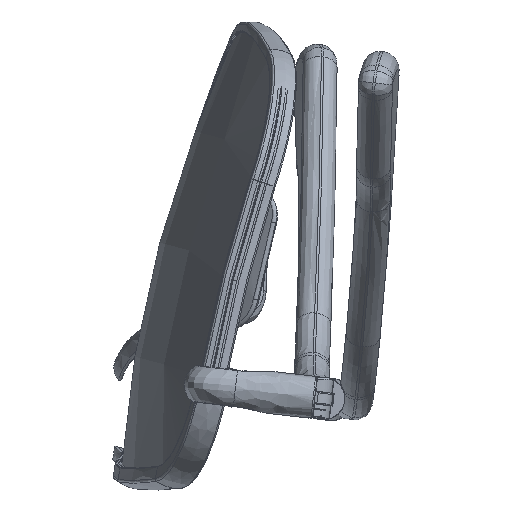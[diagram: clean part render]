
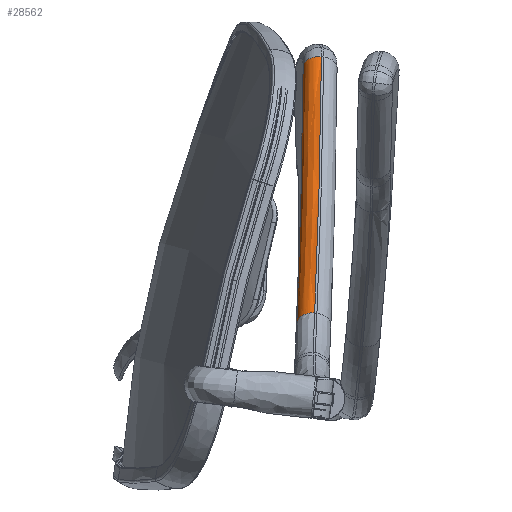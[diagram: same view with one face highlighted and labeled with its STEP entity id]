
A CAD part, left-side view. The second image highlights one B-rep face of the part: STEP entity #28562.
In plain terms, the highlighted free-form (B-spline) face has degree [3, 2] with [4, 3] control points.
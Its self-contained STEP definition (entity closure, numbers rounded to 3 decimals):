
#27017 = VERTEX_POINT('',#27018);
#27018 = CARTESIAN_POINT('',(35.728,7.335,
    -4.569));
#27054 = EDGE_CURVE('',#27017,#27055,#27057,.T.);
#27055 = VERTEX_POINT('',#27056);
#27056 = CARTESIAN_POINT('',(60.942,6.69,
    19.749));
#27057 = B_SPLINE_CURVE_WITH_KNOTS('',3,(#27058,#27059,#27060,#27061,
    #27062,#27063,#27064,#27065),.UNSPECIFIED.,.F.,.F.,(4,2,2,4),(
    0.,0.016,0.024,
    0.032),.UNSPECIFIED.);
#27058 = CARTESIAN_POINT('',(35.728,7.335,
    -4.569));
#27059 = CARTESIAN_POINT('',(40.2,7.161,
    -0.813));
#27060 = CARTESIAN_POINT('',(44.545,7.028,
    3.1));
#27061 = CARTESIAN_POINT('',(50.853,6.872,
    9.185));
#27062 = CARTESIAN_POINT('',(52.92,6.827,
    11.248));
#27063 = CARTESIAN_POINT('',(56.985,6.75,
    15.447));
#27064 = CARTESIAN_POINT('',(58.982,6.717,
    17.582));
#27065 = CARTESIAN_POINT('',(60.942,6.69,
    19.749));
#28150 = VERTEX_POINT('',#28151);
#28151 = CARTESIAN_POINT('',(61.879,8.429,
    18.92));
#28158 = EDGE_CURVE('',#28150,#28159,#28161,.T.);
#28159 = VERTEX_POINT('',#28160);
#28160 = CARTESIAN_POINT('',(36.609,9.029,
    -5.544));
#28161 = B_SPLINE_CURVE_WITH_KNOTS('',3,(#28162,#28163,#28164,#28165,
    #28166,#28167),.UNSPECIFIED.,.F.,.F.,(4,2,4),(0.,0.016,
    0.033),.UNSPECIFIED.);
#28162 = CARTESIAN_POINT('',(61.879,8.429,
    18.92));
#28163 = CARTESIAN_POINT('',(57.952,8.476,
    14.56));
#28164 = CARTESIAN_POINT('',(53.877,8.543,
    10.334));
#28165 = CARTESIAN_POINT('',(45.448,8.736,
    2.173));
#28166 = CARTESIAN_POINT('',(41.095,8.862,
    -1.763));
#28167 = CARTESIAN_POINT('',(36.609,9.029,
    -5.544));
#28530 = EDGE_CURVE('',#28150,#27055,#28531,.T.);
#28531 = B_SPLINE_CURVE_WITH_KNOTS('',3,(#28532,#28533,#28534,#28535,
    #28536,#28537,#28538,#28539,#28540,#28541),.UNSPECIFIED.,.F.,.F.,(4,
    2,2,2,4),(0.,0.25,0.5,0.75,1.),.UNSPECIFIED.);
#28532 = CARTESIAN_POINT('',(61.879,8.429,
    18.92));
#28533 = CARTESIAN_POINT('',(61.734,8.397,
    19.051));
#28534 = CARTESIAN_POINT('',(61.593,8.326,
    19.178));
#28535 = CARTESIAN_POINT('',(61.342,8.117,
    19.402));
#28536 = CARTESIAN_POINT('',(61.232,7.979,
    19.501));
#28537 = CARTESIAN_POINT('',(61.058,7.657,
    19.654));
#28538 = CARTESIAN_POINT('',(60.995,7.473,
    19.709));
#28539 = CARTESIAN_POINT('',(60.925,7.087,
    19.768));
#28540 = CARTESIAN_POINT('',(60.919,6.886,
    19.772));
#28541 = CARTESIAN_POINT('',(60.942,6.69,
    19.749));
#28562 = ADVANCED_FACE('',(#28563),#28581,.T.);
#28563 = FACE_BOUND('',#28564,.T.);
#28564 = EDGE_LOOP('',(#28565,#28566,#28567,#28580));
#28565 = ORIENTED_EDGE('',*,*,#28530,.F.);
#28566 = ORIENTED_EDGE('',*,*,#28158,.T.);
#28567 = ORIENTED_EDGE('',*,*,#28568,.T.);
#28568 = EDGE_CURVE('',#28159,#27017,#28569,.T.);
#28569 = B_SPLINE_CURVE_WITH_KNOTS('',3,(#28570,#28571,#28572,#28573,
    #28574,#28575,#28576,#28577,#28578,#28579),.UNSPECIFIED.,.F.,.F.,(4,
    2,2,2,4),(0.,0.25,0.5,0.75,1.),.UNSPECIFIED.);
#28570 = CARTESIAN_POINT('',(36.609,9.029,
    -5.544));
#28571 = CARTESIAN_POINT('',(36.482,9.003,
    -5.394));
#28572 = CARTESIAN_POINT('',(36.357,8.939,
    -5.248));
#28573 = CARTESIAN_POINT('',(36.132,8.743,
    -4.988));
#28574 = CARTESIAN_POINT('',(36.031,8.61,
    -4.874));
#28575 = CARTESIAN_POINT('',(35.867,8.297,
    -4.693));
#28576 = CARTESIAN_POINT('',(35.805,8.116,
    -4.627));
#28577 = CARTESIAN_POINT('',(35.73,7.734,
    -4.554));
#28578 = CARTESIAN_POINT('',(35.716,7.532,
    -4.547));
#28579 = CARTESIAN_POINT('',(35.728,7.335,
    -4.569));
#28580 = ORIENTED_EDGE('',*,*,#27054,.T.);
#28581 = ( BOUNDED_SURFACE() B_SPLINE_SURFACE(3,2,(
    (#28582,#28583,#28584)
    ,(#28585,#28586,#28587)
    ,(#28588,#28589,#28590)
    ,(#28591,#28592,#28593
)),.UNSPECIFIED.,.F.,.F.,.F.) B_SPLINE_SURFACE_WITH_KNOTS((4,4),(3,3),(
    0.,0.033),(0.,1.),.PIECEWISE_BEZIER_KNOTS.) 
GEOMETRIC_REPRESENTATION_ITEM() RATIONAL_B_SPLINE_SURFACE((
    (1.,0.708,1.)
    ,(1.,0.708,1.)
    ,(1.,0.708,1.)
,(1.,0.708,1.))) REPRESENTATION_ITEM('') SURFACE() );
#28582 = CARTESIAN_POINT('',(61.879,8.429,
    18.92));
#28583 = CARTESIAN_POINT('',(60.77,8.184,
    19.92));
#28584 = CARTESIAN_POINT('',(60.942,6.69,
    19.749));
#28585 = CARTESIAN_POINT('',(54.022,8.524,
    10.197));
#28586 = CARTESIAN_POINT('',(52.955,8.298,
    11.249));
#28587 = CARTESIAN_POINT('',(53.101,6.801,
    11.078));
#28588 = CARTESIAN_POINT('',(45.576,8.695,
    2.015));
#28589 = CARTESIAN_POINT('',(44.555,8.487,
    3.116));
#28590 = CARTESIAN_POINT('',(44.674,6.987,
    2.945));
#28591 = CARTESIAN_POINT('',(36.609,9.029,
    -5.544));
#28592 = CARTESIAN_POINT('',(35.639,8.837,
    -4.397));
#28593 = CARTESIAN_POINT('',(35.728,7.335,
    -4.569));
